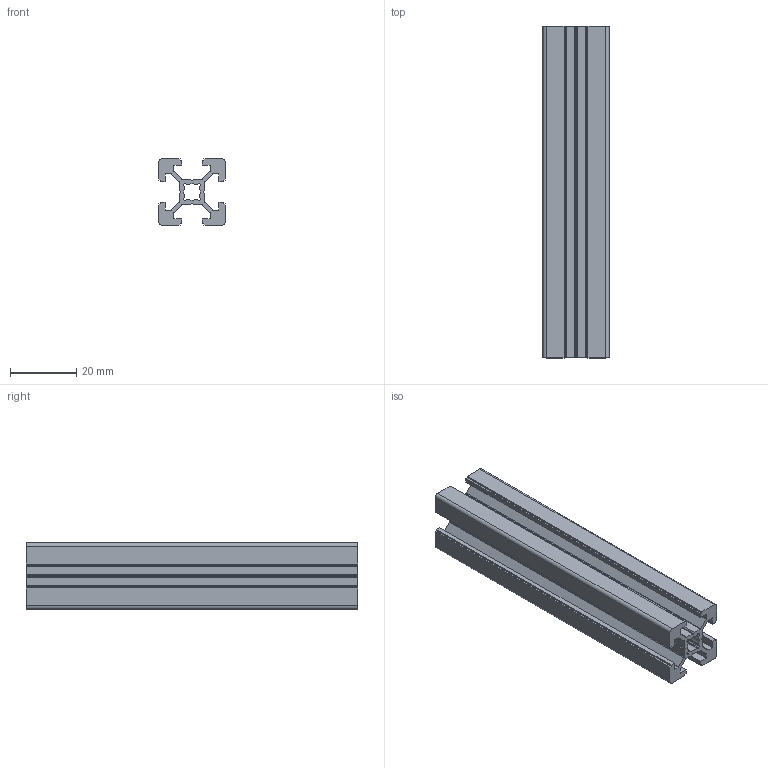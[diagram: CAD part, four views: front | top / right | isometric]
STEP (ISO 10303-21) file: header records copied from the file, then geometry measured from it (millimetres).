
FILE_DESCRIPTION (( 'STEP AP214' ), '1' );
FILE_NAME ('20õ20 ìì. Ïàç 6 ìì.STEP', '2018-05-08T22:23:36', ( 'Ïîëüçîâàòåëü Windows' ), ( '' ), 'SwSTEP 2.0', 'SolidWorks 2016', '' );
FILE_SCHEMA (( 'AUTOMOTIVE_DESIGN' ));
Length unit declared in the file: millimetre
Products named in the file (1): 20õ20 ìì. Ïàç 6 ìì
Bounding box: 20 x 100 x 20 mm (x, y, z)
Volume: 16468.2 mm3; surface area: 18072.9 mm2
Topology: 1 solids, 1 shells, 136 faces, 402 edges, 268 vertices
Faces by surface type: plane 86, cylinder 50
Entity records: 4584 total; most frequent: CARTESIAN_POINT 807, ORIENTED_EDGE 804, DIRECTION 776, EDGE_CURVE 402, VECTOR 302, LINE 302, VERTEX_POINT 268, AXIS2_PLACEMENT_3D 237
